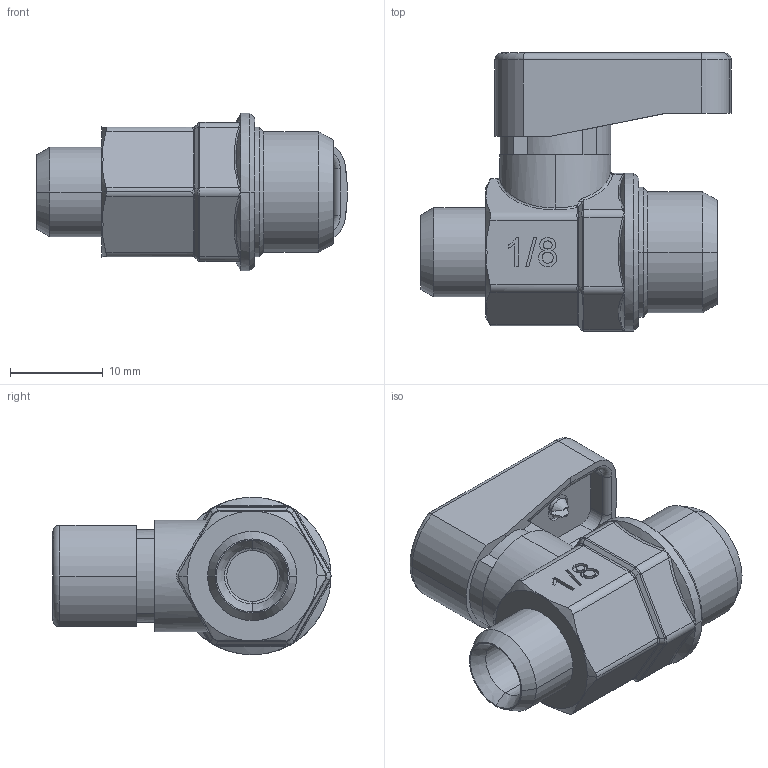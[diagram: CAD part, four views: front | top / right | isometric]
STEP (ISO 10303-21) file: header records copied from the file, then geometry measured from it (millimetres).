
FILE_DESCRIPTION (( 'STEP AP214' ), '1' );
FILE_NAME ('0642000002.step', '2012-10-02T16:31:24', ( '' ), ( '' ), 'SwSTEP 2.0', 'SolidWorks 2012', '' );
FILE_SCHEMA (( 'AUTOMOTIVE_DESIGN' ));
Length unit declared in the file: millimetre
Products named in the file (1): 0642000002
Bounding box: 33.5 x 30 x 17 mm (x, y, z)
Volume: 6256 mm3; surface area: 3692.2 mm2
Topology: 8 solids, 17 shells, 634 faces, 1593 edges, 1020 vertices
Faces by surface type: plane 273, bspline 189, cylinder 112, cone 30, torus 28, sphere 2
Entity records: 26199 total; most frequent: CARTESIAN_POINT 12325, ORIENTED_EDGE 3186, DIRECTION 2313, EDGE_CURVE 1593, VERTEX_POINT 1020, VECTOR 813, LINE 813, AXIS2_PLACEMENT_3D 750
